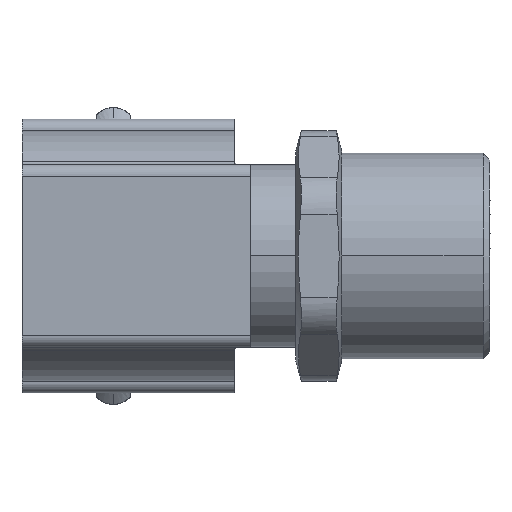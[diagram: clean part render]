
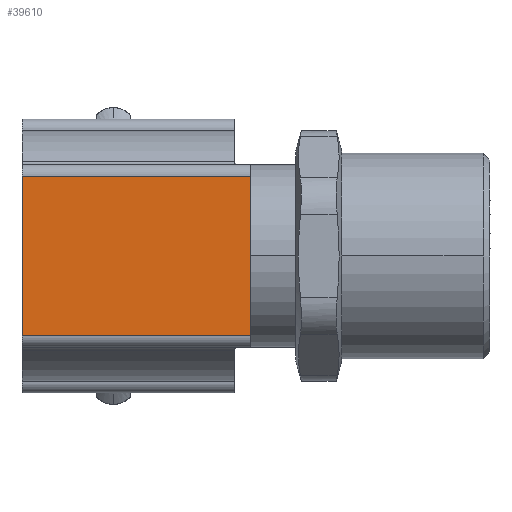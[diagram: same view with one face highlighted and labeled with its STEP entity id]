
A CAD part, left-side view. The second image highlights one B-rep face of the part: STEP entity #39610.
In plain terms, the highlighted face is planar.
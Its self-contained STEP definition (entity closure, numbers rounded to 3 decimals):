
#37900=CARTESIAN_POINT('',(0.,-3.5,6.));
#37910=VERTEX_POINT('',#37900);
#37940=CARTESIAN_POINT('',(0.,4.,6.));
#37950=DIRECTION('',(0.,-1.,0.));
#37960=VECTOR('',#37950,1.);
#37970=LINE('',#37940,#37960);
#37980=CARTESIAN_POINT('',(0.,3.5,6.));
#37990=VERTEX_POINT('',#37980);
#38000=EDGE_CURVE('',#37990,#37910,#37970,.T.);
#39310=CARTESIAN_POINT('',(-10.,4.,6.));
#39320=DIRECTION('',(0.,0.,1.));
#39330=DIRECTION('',(1.,0.,0.));
#39340=AXIS2_PLACEMENT_3D('',#39310,#39320,#39330);
#39350=PLANE('',#39340);
#39360=CARTESIAN_POINT('',(-10.,-3.5,6.));
#39370=DIRECTION('',(1.,0.,0.));
#39380=VECTOR('',#39370,1.);
#39390=LINE('',#39360,#39380);
#39400=CARTESIAN_POINT('',(-10.,-3.5,6.));
#39410=VERTEX_POINT('',#39400);
#39420=EDGE_CURVE('',#39410,#37910,#39390,.T.);
#39430=ORIENTED_EDGE('',*,*,#39420,.T.);
#39440=CARTESIAN_POINT('',(-10.,4.,6.));
#39450=DIRECTION('',(0.,-1.,0.));
#39460=VECTOR('',#39450,1.);
#39470=LINE('',#39440,#39460);
#39480=CARTESIAN_POINT('',(-10.,3.5,6.));
#39490=VERTEX_POINT('',#39480);
#39500=EDGE_CURVE('',#39490,#39410,#39470,.T.);
#39510=ORIENTED_EDGE('',*,*,#39500,.T.);
#39520=CARTESIAN_POINT('',(-10.,3.5,6.));
#39530=DIRECTION('',(1.,0.,0.));
#39540=VECTOR('',#39530,1.);
#39550=LINE('',#39520,#39540);
#39560=EDGE_CURVE('',#39490,#37990,#39550,.T.);
#39570=ORIENTED_EDGE('',*,*,#39560,.F.);
#39580=ORIENTED_EDGE('',*,*,#38000,.F.);
#39590=EDGE_LOOP('',(#39580,#39570,#39510,#39430));
#39600=FACE_OUTER_BOUND('',#39590,.T.);
#39610=ADVANCED_FACE('',(#39600),#39350,.T.);
